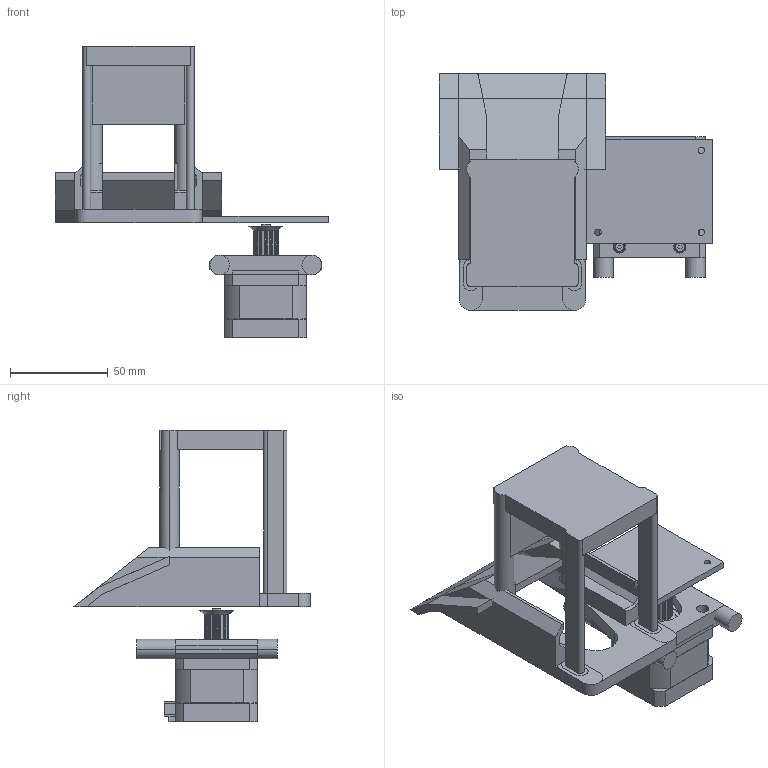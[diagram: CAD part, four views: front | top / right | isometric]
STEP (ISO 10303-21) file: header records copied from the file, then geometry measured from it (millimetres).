
FILE_DESCRIPTION (( 'STEP AP203' ), '1' );
FILE_NAME ('MOTOR_HOLDER_MAIN_BODY_SOLID_INFILL_MODIFIER.STEP', '2020-10-31T01:53:41', ( 'root' ), ( '' ), 'SwSTEP 2.0', 'SolidWorks 2019', '' );
FILE_SCHEMA (( 'CONFIG_CONTROL_DESIGN' ));
Length unit declared in the file: millimetre
Products named in the file (1): MOTOR_HOLDER_MAIN_BODY_SOLID_INFILL_MODIFIER
Bounding box: 140.05 x 121.34 x 149.55 mm (x, y, z)
Volume: 250433.7 mm3; surface area: 87325.7 mm2
Topology: 7 solids, 7 shells, 700 faces, 1870 edges, 1222 vertices
Faces by surface type: plane 420, cylinder 238, cone 34, torus 8
Entity records: 22585 total; most frequent: CARTESIAN_POINT 5115, ORIENTED_EDGE 3740, DIRECTION 3404, EDGE_CURVE 1870, VERTEX_POINT 1222, VECTOR 1174, LINE 1174, AXIS2_PLACEMENT_3D 1115
